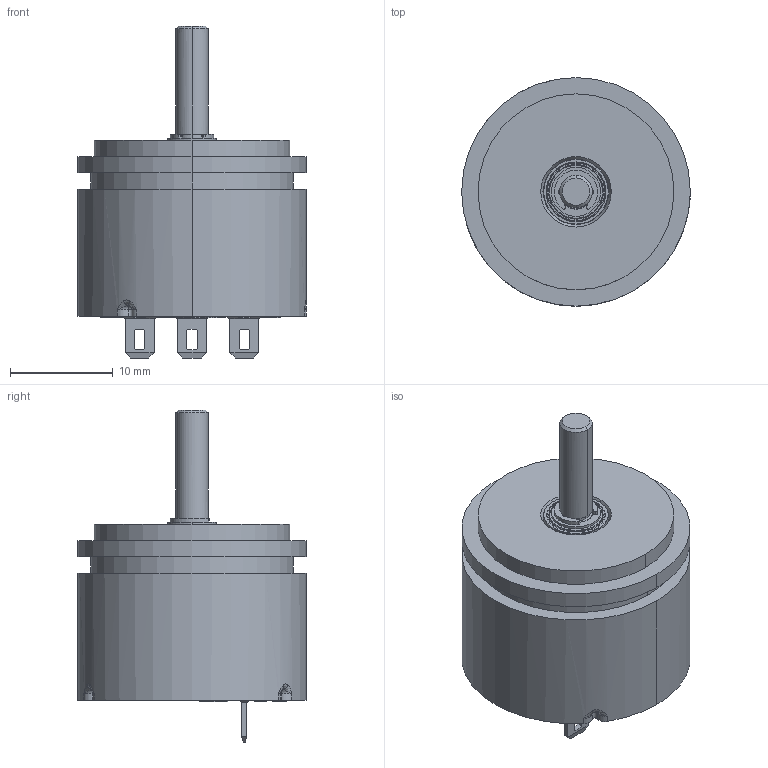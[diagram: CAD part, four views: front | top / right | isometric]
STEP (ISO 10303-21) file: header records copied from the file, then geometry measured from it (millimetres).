
FILE_DESCRIPTION((''),'2;1');
FILE_NAME('AMS22U','2014-10-30T',('RICKB'),('Bourns, Inc.'),'PRO/ENGINEER BY PARAMETRIC TECHNOLOGY CORPORATION, 2012230','PRO/ENGINEER BY PARAMETRIC TECHNOLOGY CORPORATION, 2012230','');
FILE_SCHEMA(('CONFIG_CONTROL_DESIGN'));
Length unit declared in the file: inch
Products named in the file (1): AMS22U
Bounding box: 22.23 x 22.23 x 32.28 mm (x, y, z)
Volume: 6322.4 mm3; surface area: 3294.2 mm2
Topology: 4 solids, 8 shells, 782 faces, 2026 edges, 1297 vertices
Faces by surface type: plane 404, cylinder 136, extrusion 97, torus 51, cone 48, bspline 46
Entity records: 26103 total; most frequent: CARTESIAN_POINT 7342, ORIENTED_EDGE 4052, DIRECTION 3559, EDGE_CURVE 2026, VECTOR 1325, VERTEX_POINT 1297, LINE 1228, AXIS2_PLACEMENT_3D 1117
